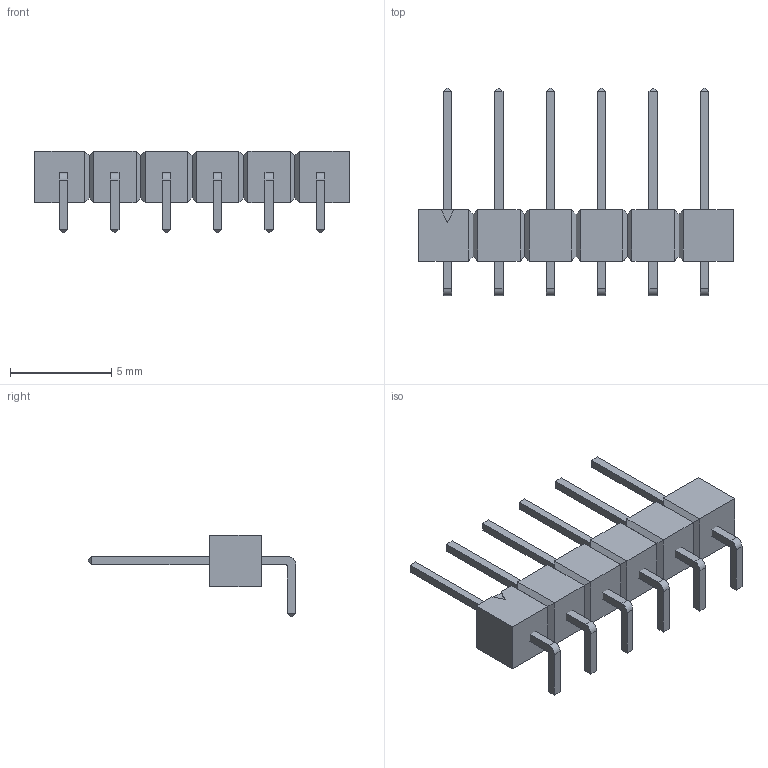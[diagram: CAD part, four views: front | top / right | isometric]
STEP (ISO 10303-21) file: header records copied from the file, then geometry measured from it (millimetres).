
FILE_DESCRIPTION(('FreeCAD Model'),'2;1');
FILE_NAME('281386.1.1.stp','2020-04-08T06:57:31',( 'Author'),(''),'Open CASCADE STEP processor 6.9','FreeCAD','Unknown' );
FILE_SCHEMA(('AUTOMOTIVE_DESIGN { 1 0 10303 214 1 1 1 1 }'));
Length unit declared in the file: millimetre
Products named in the file (3): ASSEMBLY; Body; LeadsArray
Assembly tree (2 placements, depth 2):
  ASSEMBLY
    Body
    LeadsArray
Bounding box: 15.54 x 10.24 x 4.04 mm (x, y, z)
Volume: 110.5 mm3; surface area: 302.3 mm2
Topology: 7 solids, 7 shells, 177 faces, 381 edges, 218 vertices
Faces by surface type: plane 165, cylinder 12
Entity records: 9585 total; most frequent: CARTESIAN_POINT 1693, DIRECTION 1435, LINE 1015, VECTOR 1015, ORIENTED_EDGE 762, PCURVE 762, DEFINITIONAL_REPRESENTATION 762, EDGE_CURVE 381
